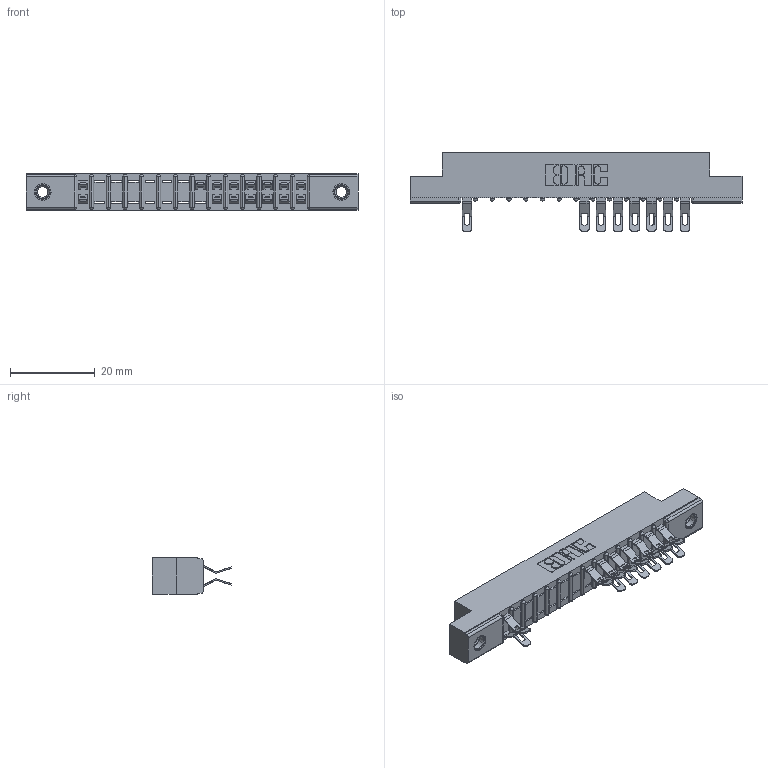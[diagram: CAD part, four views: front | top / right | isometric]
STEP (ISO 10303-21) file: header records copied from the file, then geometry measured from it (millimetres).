
FILE_DESCRIPTION (( 'STEP AP203' ), '1' );
FILE_NAME ('357-028-555-207.STEP', '2018-08-09T06:51:43', ( '' ), ( '' ), 'SwSTEP 2.0', 'SolidWorks 2016', '' );
FILE_SCHEMA (( 'CONFIG_CONTROL_DESIGN' ));
Length unit declared in the file: inch
Products named in the file (4): 307 Part_.156 Dia Mounting Holes; 307-290-001_555; 345-250-001_345-250-005-103; 357-028-555-207
Assembly tree (18 placements, depth 2):
  357-028-555-207
    307 Part_.156 Dia Mounting Holes
    307-290-001_555  x15
    345-250-001_345-250-005-103  x2
Bounding box: 78.49 x 18.75 x 8.71 mm (x, y, z)
Volume: 4997.6 mm3; surface area: 7700.7 mm2
Topology: 18 solids, 18 shells, 1238 faces, 3590 edges, 2324 vertices
Faces by surface type: plane 690, cylinder 502, sphere 30, cone 12, torus 4
Entity records: 17208 total; most frequent: CARTESIAN_POINT 2868, ORIENTED_EDGE 2848, DIRECTION 2824, EDGE_CURVE 1424, LINE 1068, VECTOR 1068, VERTEX_POINT 922, AXIS2_PLACEMENT_3D 878
